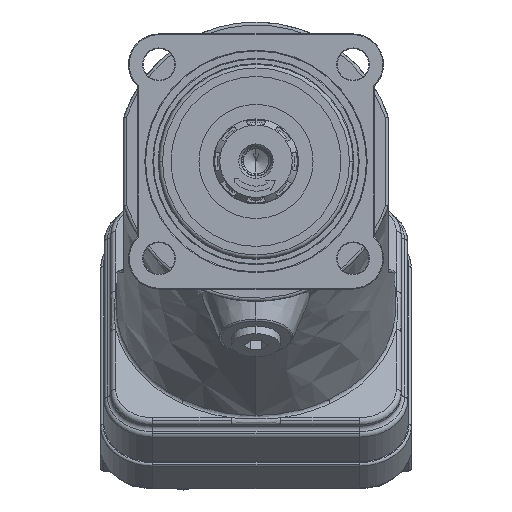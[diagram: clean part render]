
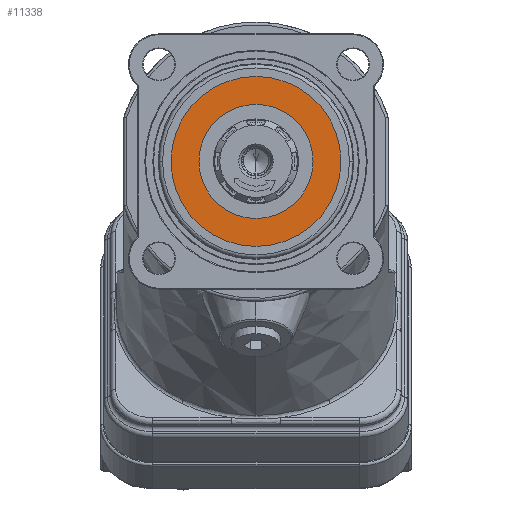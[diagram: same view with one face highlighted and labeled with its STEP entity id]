
A CAD part, top view. The second image highlights one B-rep face of the part: STEP entity #11338.
In plain terms, the highlighted planar face has unit normal (0, 0, 1).
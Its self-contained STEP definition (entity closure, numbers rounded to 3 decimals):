
#3489 = EDGE_CURVE ( 'NONE', #60828, #16477, #45852, .T. ) ;
#5182 = AXIS2_PLACEMENT_3D ( 'NONE', #18845, #54779, #9392 ) ;
#9392 = DIRECTION ( 'NONE',  ( 1., 0., 0. ) ) ;
#11290 = FACE_BOUND ( 'NONE', #31123, .T. ) ;
#11338 = ADVANCED_FACE ( 'NONE', ( #37183, #11290 ), #42221, .T. ) ;
#12181 = VERTEX_POINT ( 'NONE', #35613 ) ;
#13817 = CIRCLE ( 'NONE', #26736, 23.5 ) ;
#15745 = DIRECTION ( 'NONE',  ( 1., 0., 0. ) ) ;
#16227 = ORIENTED_EDGE ( 'NONE', *, *, #46843, .T. ) ;
#16477 = VERTEX_POINT ( 'NONE', #42538 ) ;
#18845 = CARTESIAN_POINT ( 'NONE',  ( 0., 0., 7. ) ) ;
#19222 = EDGE_LOOP ( 'NONE', ( #37517, #24925 ) ) ;
#24716 = VERTEX_POINT ( 'NONE', #28971 ) ;
#24925 = ORIENTED_EDGE ( 'NONE', *, *, #55627, .F. ) ;
#26736 = AXIS2_PLACEMENT_3D ( 'NONE', #47767, #65178, #44727 ) ;
#28971 = CARTESIAN_POINT ( 'NONE',  ( 23.5, 0., 7. ) ) ;
#31123 = EDGE_LOOP ( 'NONE', ( #16227, #53184 ) ) ;
#31815 = DIRECTION ( 'NONE',  ( 1., 0., 0. ) ) ;
#33177 = CIRCLE ( 'NONE', #5182, 23.5 ) ;
#34754 = CIRCLE ( 'NONE', #40130, 35. ) ;
#34866 = CARTESIAN_POINT ( 'NONE',  ( 0., 0., 7. ) ) ;
#35613 = CARTESIAN_POINT ( 'NONE',  ( -23.5, 0., 7. ) ) ;
#37183 = FACE_OUTER_BOUND ( 'NONE', #19222, .T. ) ;
#37517 = ORIENTED_EDGE ( 'NONE', *, *, #3489, .F. ) ;
#38376 = AXIS2_PLACEMENT_3D ( 'NONE', #34866, #55343, #60711 ) ;
#40130 = AXIS2_PLACEMENT_3D ( 'NONE', #57395, #47309, #15745 ) ;
#42221 = PLANE ( 'NONE',  #60546 ) ;
#42538 = CARTESIAN_POINT ( 'NONE',  ( -35., 0., 7. ) ) ;
#42561 = CARTESIAN_POINT ( 'NONE',  ( 0., 0., 7. ) ) ;
#44727 = DIRECTION ( 'NONE',  ( 1., 0., 0. ) ) ;
#45852 = CIRCLE ( 'NONE', #38376, 35. ) ;
#46843 = EDGE_CURVE ( 'NONE', #24716, #12181, #13817, .T. ) ;
#46977 = EDGE_CURVE ( 'NONE', #12181, #24716, #33177, .T. ) ;
#47309 = DIRECTION ( 'NONE',  ( 0., 0., -1. ) ) ;
#47767 = CARTESIAN_POINT ( 'NONE',  ( 0., 0., 7. ) ) ;
#53184 = ORIENTED_EDGE ( 'NONE', *, *, #46977, .T. ) ;
#54779 = DIRECTION ( 'NONE',  ( 0., 0., -1. ) ) ;
#55343 = DIRECTION ( 'NONE',  ( 0., 0., -1. ) ) ;
#55627 = EDGE_CURVE ( 'NONE', #16477, #60828, #34754, .T. ) ;
#57395 = CARTESIAN_POINT ( 'NONE',  ( 0., 0., 7. ) ) ;
#59122 = CARTESIAN_POINT ( 'NONE',  ( 35., 0., 7. ) ) ;
#60546 = AXIS2_PLACEMENT_3D ( 'NONE', #42561, #62689, #31815 ) ;
#60711 = DIRECTION ( 'NONE',  ( 1., 0., 0. ) ) ;
#60828 = VERTEX_POINT ( 'NONE', #59122 ) ;
#62689 = DIRECTION ( 'NONE',  ( 0., 0., 1. ) ) ;
#65178 = DIRECTION ( 'NONE',  ( 0., 0., -1. ) ) ;
